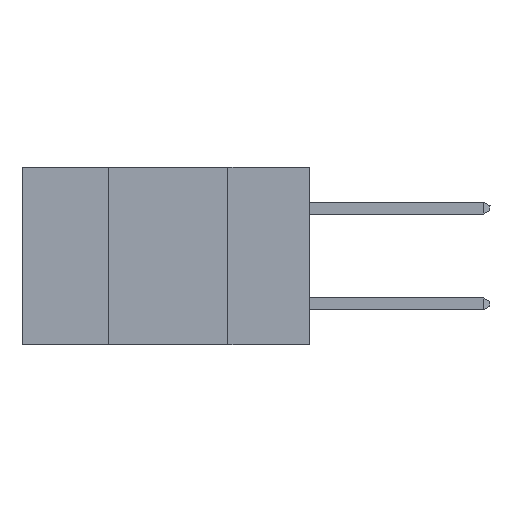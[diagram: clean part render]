
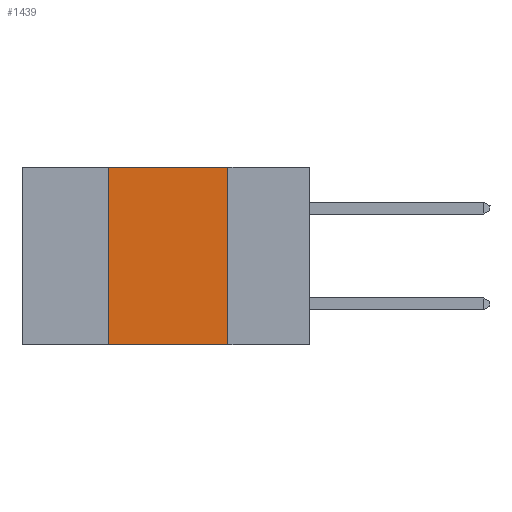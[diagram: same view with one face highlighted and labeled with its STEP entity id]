
A CAD part, left-side view. The second image highlights one B-rep face of the part: STEP entity #1439.
In plain terms, the highlighted planar face has unit normal (-1, 0, 0).
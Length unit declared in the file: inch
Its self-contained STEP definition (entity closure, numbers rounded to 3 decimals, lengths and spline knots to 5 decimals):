
#632 = CARTESIAN_POINT ( 'NONE',  ( 0., 0.17, 0. ) ) ;
#882 = ORIENTED_EDGE ( 'NONE', *, *, #13408, .F. ) ;
#1158 = DIRECTION ( 'NONE',  ( 0., 0., -1. ) ) ;
#1439 = ADVANCED_FACE ( 'NONE', ( #9032 ), #3107, .F. ) ;
#1846 = CARTESIAN_POINT ( 'NONE',  ( 0., 0.42, 0. ) ) ;
#1866 = DIRECTION ( 'NONE',  ( 0., 0., -1. ) ) ;
#1953 = CARTESIAN_POINT ( 'NONE',  ( 0., 0.6, 0. ) ) ;
#2359 = CARTESIAN_POINT ( 'NONE',  ( 0., 0.42, 0. ) ) ;
#2376 = VECTOR ( 'NONE', #1866, 39.37008 ) ;
#2561 = CARTESIAN_POINT ( 'NONE',  ( 0., 0.17, 0. ) ) ;
#3107 = PLANE ( 'NONE',  #3346 ) ;
#3241 = CARTESIAN_POINT ( 'NONE',  ( 0., 0.6, 0. ) ) ;
#3346 = AXIS2_PLACEMENT_3D ( 'NONE', #3241, #3439, #1158 ) ;
#3439 = DIRECTION ( 'NONE',  ( 1., 0., 0. ) ) ;
#3567 = LINE ( 'NONE', #1953, #15506 ) ;
#3953 = DIRECTION ( 'NONE',  ( 0., 0., 1. ) ) ;
#5839 = ORIENTED_EDGE ( 'NONE', *, *, #14805, .T. ) ;
#7072 = VERTEX_POINT ( 'NONE', #1846 ) ;
#8055 = DIRECTION ( 'NONE',  ( 0., -1., 0. ) ) ;
#8461 = VERTEX_POINT ( 'NONE', #13667 ) ;
#8607 = EDGE_CURVE ( 'NONE', #11277, #8461, #15134, .T. ) ;
#9032 = FACE_OUTER_BOUND ( 'NONE', #9168, .T. ) ;
#9168 = EDGE_LOOP ( 'NONE', ( #12734, #14544, #882, #5839 ) ) ;
#9348 = DIRECTION ( 'NONE',  ( 0., -1., 0. ) ) ;
#9866 = VECTOR ( 'NONE', #3953, 39.37008 ) ;
#10233 = LINE ( 'NONE', #2359, #9866 ) ;
#11207 = VERTEX_POINT ( 'NONE', #14438 ) ;
#11277 = VERTEX_POINT ( 'NONE', #2561 ) ;
#12033 = VECTOR ( 'NONE', #8055, 39.37008 ) ;
#12734 = ORIENTED_EDGE ( 'NONE', *, *, #8607, .F. ) ;
#12836 = CARTESIAN_POINT ( 'NONE',  ( 0., 0.6, -0.37 ) ) ;
#13408 = EDGE_CURVE ( 'NONE', #11207, #7072, #10233, .T. ) ;
#13667 = CARTESIAN_POINT ( 'NONE',  ( 0., 0.17, -0.37 ) ) ;
#14438 = CARTESIAN_POINT ( 'NONE',  ( 0., 0.42, -0.37 ) ) ;
#14544 = ORIENTED_EDGE ( 'NONE', *, *, #15293, .F. ) ;
#14805 = EDGE_CURVE ( 'NONE', #11207, #8461, #15158, .T. ) ;
#15134 = LINE ( 'NONE', #632, #2376 ) ;
#15158 = LINE ( 'NONE', #12836, #12033 ) ;
#15293 = EDGE_CURVE ( 'NONE', #7072, #11277, #3567, .T. ) ;
#15506 = VECTOR ( 'NONE', #9348, 39.37008 ) ;
